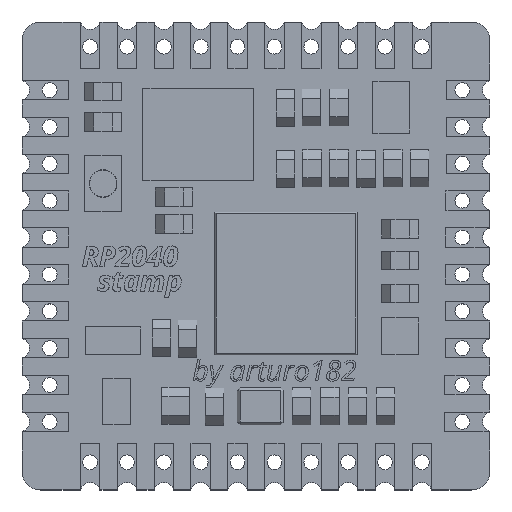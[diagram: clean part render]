
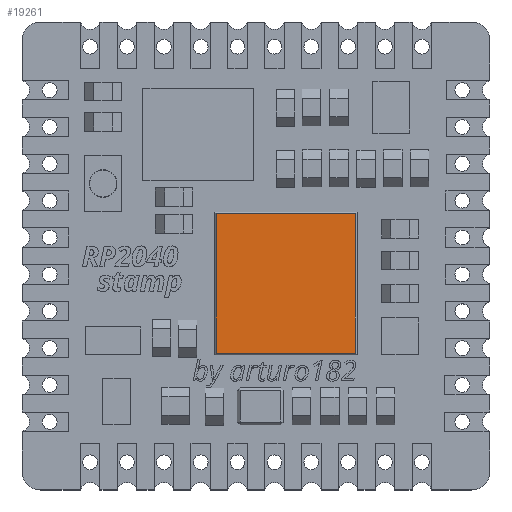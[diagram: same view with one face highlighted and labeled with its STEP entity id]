
A CAD part, top view. The second image highlights one B-rep face of the part: STEP entity #19261.
In plain terms, the highlighted planar face has unit normal (0, 0, 1).
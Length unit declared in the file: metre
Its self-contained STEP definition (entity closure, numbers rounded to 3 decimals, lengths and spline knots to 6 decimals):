
#2652=ORIENTED_EDGE('',*,*,#7797,.T.);
#2653=ORIENTED_EDGE('',*,*,#7798,.T.);
#2654=ORIENTED_EDGE('',*,*,#7799,.T.);
#2655=ORIENTED_EDGE('',*,*,#7800,.T.);
#7797=EDGE_CURVE('',#10385,#10386,#11979,.T.);
#7798=EDGE_CURVE('',#10386,#10387,#11980,.T.);
#7799=EDGE_CURVE('',#10387,#10388,#11981,.T.);
#7800=EDGE_CURVE('',#10388,#10385,#11982,.T.);
#10385=VERTEX_POINT('',#32744);
#10386=VERTEX_POINT('',#32745);
#10387=VERTEX_POINT('',#32747);
#10388=VERTEX_POINT('',#32749);
#11979=LINE('',#32743,#13933);
#11980=LINE('',#32746,#13934);
#11981=LINE('',#32748,#13935);
#11982=LINE('',#32750,#13936);
#13933=VECTOR('',#27725,1.);
#13934=VECTOR('',#27726,1.);
#13935=VECTOR('',#27727,1.);
#13936=VECTOR('',#27728,1.);
#15454=EDGE_LOOP('',(#2652,#2653,#2654,#2655));
#16668=FACE_BOUND('',#15454,.T.);
#17664=PLANE('',#25735);
#19261=ADVANCED_FACE('',(#16668),#17664,.T.);
#25735=AXIS2_PLACEMENT_3D('',#32742,#27723,#27724);
#27723=DIRECTION('',(0.,0.,1.));
#27724=DIRECTION('',(1.,0.,0.));
#27725=DIRECTION('',(0.,1.,0.));
#27726=DIRECTION('',(-1.,0.,0.));
#27727=DIRECTION('',(0.,-1.,0.));
#27728=DIRECTION('',(1.,0.,0.));
#32742=CARTESIAN_POINT('',(0.0127,-0.0127,0.00225));
#32743=CARTESIAN_POINT('',(0.01809,-0.0127,0.00225));
#32744=CARTESIAN_POINT('',(0.01809,-0.017969,0.00225));
#32745=CARTESIAN_POINT('',(0.01809,-0.010419,0.00225));
#32746=CARTESIAN_POINT('',(0.0127,-0.010419,0.00225));
#32747=CARTESIAN_POINT('',(0.01054,-0.010419,0.00225));
#32748=CARTESIAN_POINT('',(0.01054,-0.018069,0.00225));
#32749=CARTESIAN_POINT('',(0.01054,-0.017969,0.00225));
#32750=CARTESIAN_POINT('',(0.01819,-0.017969,0.00225));
